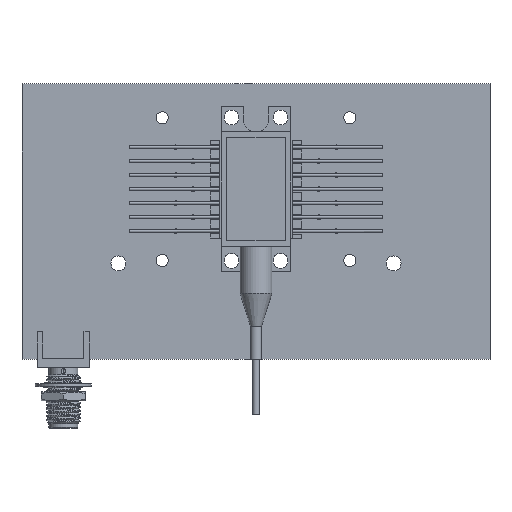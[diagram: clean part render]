
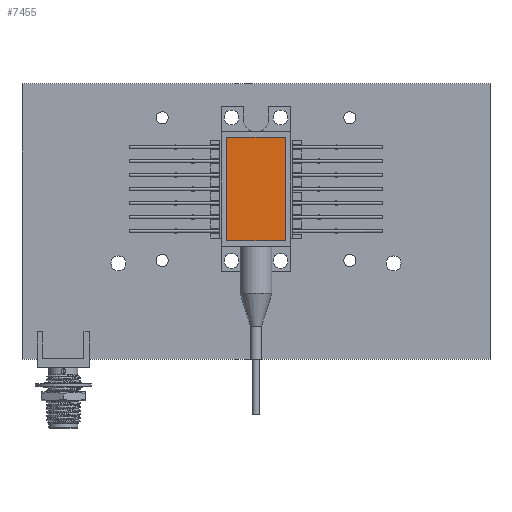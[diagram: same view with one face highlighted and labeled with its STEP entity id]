
A CAD part, top view. The second image highlights one B-rep face of the part: STEP entity #7455.
In plain terms, the highlighted face is planar.
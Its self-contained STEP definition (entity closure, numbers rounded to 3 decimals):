
#7455 = ADVANCED_FACE('',(#7456),#7470,.T.);
#7456 = FACE_BOUND('',#7457,.T.);
#7457 = EDGE_LOOP('',(#7458,#7493,#7521,#7549));
#7458 = ORIENTED_EDGE('',*,*,#7459,.T.);
#7459 = EDGE_CURVE('',#7460,#7462,#7464,.T.);
#7460 = VERTEX_POINT('',#7461);
#7461 = CARTESIAN_POINT('',(11.4,9.51,5.35));
#7462 = VERTEX_POINT('',#7463);
#7463 = CARTESIAN_POINT('',(11.4,9.51,-5.35));
#7464 = SURFACE_CURVE('',#7465,(#7469,#7481),.PCURVE_S1.);
#7465 = LINE('',#7466,#7467);
#7466 = CARTESIAN_POINT('',(11.4,9.51,-5.35));
#7467 = VECTOR('',#7468,1.);
#7468 = DIRECTION('',(0.,0.,-1.));
#7469 = PCURVE('',#7470,#7475);
#7470 = PLANE('',#7471);
#7471 = AXIS2_PLACEMENT_3D('',#7472,#7473,#7474);
#7472 = CARTESIAN_POINT('',(0.,9.51,0.));
#7473 = DIRECTION('',(0.,1.,0.));
#7474 = DIRECTION('',(0.,-0.,1.));
#7475 = DEFINITIONAL_REPRESENTATION('',(#7476),#7480);
#7476 = LINE('',#7477,#7478);
#7477 = CARTESIAN_POINT('',(-5.35,11.4));
#7478 = VECTOR('',#7479,1.);
#7479 = DIRECTION('',(-1.,0.));
#7480 = ( GEOMETRIC_REPRESENTATION_CONTEXT(2) 
PARAMETRIC_REPRESENTATION_CONTEXT() REPRESENTATION_CONTEXT('2D SPACE',''
  ) );
#7481 = PCURVE('',#7482,#7487);
#7482 = PLANE('',#7483);
#7483 = AXIS2_PLACEMENT_3D('',#7484,#7485,#7486);
#7484 = CARTESIAN_POINT('',(11.4,9.51,-5.35));
#7485 = DIRECTION('',(-1.,0.,0.));
#7486 = DIRECTION('',(0.,0.,1.));
#7487 = DEFINITIONAL_REPRESENTATION('',(#7488),#7492);
#7488 = LINE('',#7489,#7490);
#7489 = CARTESIAN_POINT('',(0.,0.));
#7490 = VECTOR('',#7491,1.);
#7491 = DIRECTION('',(-1.,0.));
#7492 = ( GEOMETRIC_REPRESENTATION_CONTEXT(2) 
PARAMETRIC_REPRESENTATION_CONTEXT() REPRESENTATION_CONTEXT('2D SPACE',''
  ) );
#7493 = ORIENTED_EDGE('',*,*,#7494,.T.);
#7494 = EDGE_CURVE('',#7462,#7495,#7497,.T.);
#7495 = VERTEX_POINT('',#7496);
#7496 = CARTESIAN_POINT('',(-7.4,9.51,-5.35));
#7497 = SURFACE_CURVE('',#7498,(#7502,#7509),.PCURVE_S1.);
#7498 = LINE('',#7499,#7500);
#7499 = CARTESIAN_POINT('',(-7.4,9.51,-5.35));
#7500 = VECTOR('',#7501,1.);
#7501 = DIRECTION('',(-1.,0.,0.));
#7502 = PCURVE('',#7470,#7503);
#7503 = DEFINITIONAL_REPRESENTATION('',(#7504),#7508);
#7504 = LINE('',#7505,#7506);
#7505 = CARTESIAN_POINT('',(-5.35,-7.4));
#7506 = VECTOR('',#7507,1.);
#7507 = DIRECTION('',(0.,-1.));
#7508 = ( GEOMETRIC_REPRESENTATION_CONTEXT(2) 
PARAMETRIC_REPRESENTATION_CONTEXT() REPRESENTATION_CONTEXT('2D SPACE',''
  ) );
#7509 = PCURVE('',#7510,#7515);
#7510 = PLANE('',#7511);
#7511 = AXIS2_PLACEMENT_3D('',#7512,#7513,#7514);
#7512 = CARTESIAN_POINT('',(-7.4,9.51,-5.35));
#7513 = DIRECTION('',(0.,0.,1.));
#7514 = DIRECTION('',(1.,0.,-0.));
#7515 = DEFINITIONAL_REPRESENTATION('',(#7516),#7520);
#7516 = LINE('',#7517,#7518);
#7517 = CARTESIAN_POINT('',(0.,0.));
#7518 = VECTOR('',#7519,1.);
#7519 = DIRECTION('',(-1.,0.));
#7520 = ( GEOMETRIC_REPRESENTATION_CONTEXT(2) 
PARAMETRIC_REPRESENTATION_CONTEXT() REPRESENTATION_CONTEXT('2D SPACE',''
  ) );
#7521 = ORIENTED_EDGE('',*,*,#7522,.T.);
#7522 = EDGE_CURVE('',#7495,#7523,#7525,.T.);
#7523 = VERTEX_POINT('',#7524);
#7524 = CARTESIAN_POINT('',(-7.4,9.51,5.35));
#7525 = SURFACE_CURVE('',#7526,(#7530,#7537),.PCURVE_S1.);
#7526 = LINE('',#7527,#7528);
#7527 = CARTESIAN_POINT('',(-7.4,9.51,-5.35));
#7528 = VECTOR('',#7529,1.);
#7529 = DIRECTION('',(0.,0.,1.));
#7530 = PCURVE('',#7470,#7531);
#7531 = DEFINITIONAL_REPRESENTATION('',(#7532),#7536);
#7532 = LINE('',#7533,#7534);
#7533 = CARTESIAN_POINT('',(-5.35,-7.4));
#7534 = VECTOR('',#7535,1.);
#7535 = DIRECTION('',(1.,0.));
#7536 = ( GEOMETRIC_REPRESENTATION_CONTEXT(2) 
PARAMETRIC_REPRESENTATION_CONTEXT() REPRESENTATION_CONTEXT('2D SPACE',''
  ) );
#7537 = PCURVE('',#7538,#7543);
#7538 = PLANE('',#7539);
#7539 = AXIS2_PLACEMENT_3D('',#7540,#7541,#7542);
#7540 = CARTESIAN_POINT('',(-7.4,9.51,-5.35));
#7541 = DIRECTION('',(1.,0.,-0.));
#7542 = DIRECTION('',(-0.,0.,-1.));
#7543 = DEFINITIONAL_REPRESENTATION('',(#7544),#7548);
#7544 = LINE('',#7545,#7546);
#7545 = CARTESIAN_POINT('',(0.,0.));
#7546 = VECTOR('',#7547,1.);
#7547 = DIRECTION('',(-1.,0.));
#7548 = ( GEOMETRIC_REPRESENTATION_CONTEXT(2) 
PARAMETRIC_REPRESENTATION_CONTEXT() REPRESENTATION_CONTEXT('2D SPACE',''
  ) );
#7549 = ORIENTED_EDGE('',*,*,#7550,.T.);
#7550 = EDGE_CURVE('',#7523,#7460,#7551,.T.);
#7551 = SURFACE_CURVE('',#7552,(#7556,#7563),.PCURVE_S1.);
#7552 = LINE('',#7553,#7554);
#7553 = CARTESIAN_POINT('',(-7.4,9.51,5.35));
#7554 = VECTOR('',#7555,1.);
#7555 = DIRECTION('',(1.,0.,0.));
#7556 = PCURVE('',#7470,#7557);
#7557 = DEFINITIONAL_REPRESENTATION('',(#7558),#7562);
#7558 = LINE('',#7559,#7560);
#7559 = CARTESIAN_POINT('',(5.35,-7.4));
#7560 = VECTOR('',#7561,1.);
#7561 = DIRECTION('',(0.,1.));
#7562 = ( GEOMETRIC_REPRESENTATION_CONTEXT(2) 
PARAMETRIC_REPRESENTATION_CONTEXT() REPRESENTATION_CONTEXT('2D SPACE',''
  ) );
#7563 = PCURVE('',#7564,#7569);
#7564 = PLANE('',#7565);
#7565 = AXIS2_PLACEMENT_3D('',#7566,#7567,#7568);
#7566 = CARTESIAN_POINT('',(-7.4,9.51,5.35));
#7567 = DIRECTION('',(0.,0.,-1.));
#7568 = DIRECTION('',(-1.,0.,-0.));
#7569 = DEFINITIONAL_REPRESENTATION('',(#7570),#7574);
#7570 = LINE('',#7571,#7572);
#7571 = CARTESIAN_POINT('',(0.,0.));
#7572 = VECTOR('',#7573,1.);
#7573 = DIRECTION('',(-1.,0.));
#7574 = ( GEOMETRIC_REPRESENTATION_CONTEXT(2) 
PARAMETRIC_REPRESENTATION_CONTEXT() REPRESENTATION_CONTEXT('2D SPACE',''
  ) );
